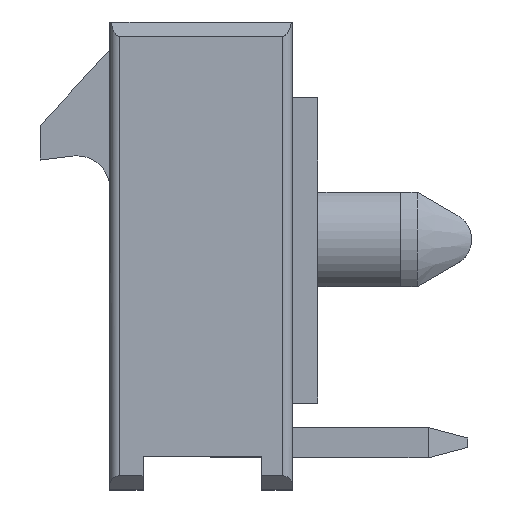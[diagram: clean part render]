
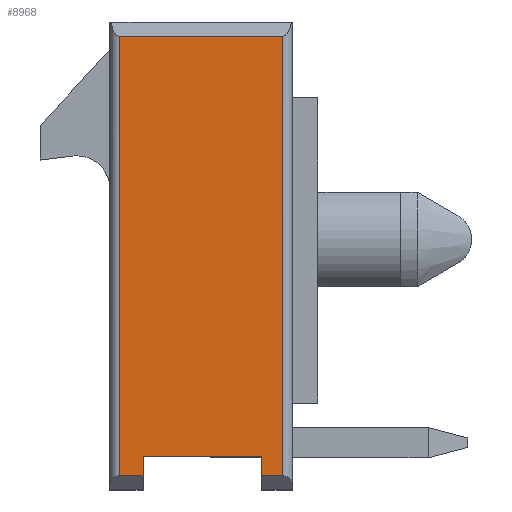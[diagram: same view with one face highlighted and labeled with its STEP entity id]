
A CAD part, left-side view. The second image highlights one B-rep face of the part: STEP entity #8968.
In plain terms, the highlighted planar face has unit normal (-1, 0, 0).
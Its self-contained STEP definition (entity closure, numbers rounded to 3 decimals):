
#9 = CARTESIAN_POINT ( 'NONE',  ( -12.425, 35.549, 4.6 ) ) ;
#253 = ORIENTED_EDGE ( 'NONE', *, *, #8539, .T. ) ;
#379 = VECTOR ( 'NONE', #10168, 1000. ) ;
#404 = CARTESIAN_POINT ( 'NONE',  ( -12.425, 0.74, 4.3 ) ) ;
#641 = CARTESIAN_POINT ( 'NONE',  ( -12.425, 0.54, -5. ) ) ;
#744 = CARTESIAN_POINT ( 'NONE',  ( -12.425, 4.2, 4.3 ) ) ;
#747 = DIRECTION ( 'NONE',  ( 0., 1., 0. ) ) ;
#769 = ORIENTED_EDGE ( 'NONE', *, *, #7976, .F. ) ;
#948 = EDGE_CURVE ( 'NONE', #6581, #10084, #5441, .T. ) ;
#970 = CARTESIAN_POINT ( 'NONE',  ( -12.425, 1.19, -5. ) ) ;
#986 = EDGE_LOOP ( 'NONE', ( #253, #2901, #9196, #7747, #8329, #6029, #6077, #769 ) ) ;
#1268 = LINE ( 'NONE', #641, #9093 ) ;
#1311 = VECTOR ( 'NONE', #7134, 1000. ) ;
#1472 = DIRECTION ( 'NONE',  ( 0., 0., -1. ) ) ;
#1528 = CARTESIAN_POINT ( 'NONE',  ( -12.425, 0.54, 4.3 ) ) ;
#1579 = VERTEX_POINT ( 'NONE', #970 ) ;
#1678 = CARTESIAN_POINT ( 'NONE',  ( -12.425, 1.19, -4.6 ) ) ;
#1746 = VERTEX_POINT ( 'NONE', #744 ) ;
#2181 = CARTESIAN_POINT ( 'NONE',  ( -12.425, 3.7, -4.6 ) ) ;
#2492 = DIRECTION ( 'NONE',  ( 0., 1., 0. ) ) ;
#2566 = CARTESIAN_POINT ( 'NONE',  ( -12.425, 1.19, -4.6 ) ) ;
#2614 = EDGE_CURVE ( 'NONE', #10084, #1579, #8920, .T. ) ;
#2901 = ORIENTED_EDGE ( 'NONE', *, *, #9168, .T. ) ;
#3134 = CARTESIAN_POINT ( 'NONE',  ( -12.425, 4.2, -5. ) ) ;
#3155 = EDGE_CURVE ( 'NONE', #1746, #7853, #6860, .T. ) ;
#3489 = CARTESIAN_POINT ( 'NONE',  ( -12.425, 3.7, -5. ) ) ;
#3820 = CARTESIAN_POINT ( 'NONE',  ( -12.425, 0.74, 4.6 ) ) ;
#3869 = LINE ( 'NONE', #4130, #379 ) ;
#3961 = DIRECTION ( 'NONE',  ( 0., -1., 0. ) ) ;
#4130 = CARTESIAN_POINT ( 'NONE',  ( -12.425, 3.7, -4.6 ) ) ;
#4197 = FACE_OUTER_BOUND ( 'NONE', #986, .T. ) ;
#4504 = DIRECTION ( 'NONE',  ( 0., 0., -1. ) ) ;
#5193 = VECTOR ( 'NONE', #3961, 1000. ) ;
#5441 = LINE ( 'NONE', #2566, #5193 ) ;
#5959 = CARTESIAN_POINT ( 'NONE',  ( -12.425, 1.19, -4.6 ) ) ;
#6029 = ORIENTED_EDGE ( 'NONE', *, *, #948, .T. ) ;
#6041 = EDGE_CURVE ( 'NONE', #9461, #7853, #6648, .T. ) ;
#6077 = ORIENTED_EDGE ( 'NONE', *, *, #2614, .T. ) ;
#6279 = DIRECTION ( 'NONE',  ( 0., 1., 0. ) ) ;
#6548 = VECTOR ( 'NONE', #8973, 1000. ) ;
#6581 = VERTEX_POINT ( 'NONE', #2181 ) ;
#6648 = LINE ( 'NONE', #7532, #10586 ) ;
#6760 = VECTOR ( 'NONE', #4504, 1000. ) ;
#6860 = LINE ( 'NONE', #9022, #6760 ) ;
#6915 = PLANE ( 'NONE',  #8337 ) ;
#7134 = DIRECTION ( 'NONE',  ( 0., 0., -1. ) ) ;
#7143 = EDGE_CURVE ( 'NONE', #9461, #6581, #3869, .T. ) ;
#7269 = CARTESIAN_POINT ( 'NONE',  ( -12.425, 0.74, -5. ) ) ;
#7532 = CARTESIAN_POINT ( 'NONE',  ( -12.425, 0.54, -5. ) ) ;
#7747 = ORIENTED_EDGE ( 'NONE', *, *, #6041, .F. ) ;
#7853 = VERTEX_POINT ( 'NONE', #3134 ) ;
#7976 = EDGE_CURVE ( 'NONE', #8500, #1579, #1268, .T. ) ;
#8329 = ORIENTED_EDGE ( 'NONE', *, *, #7143, .T. ) ;
#8337 = AXIS2_PLACEMENT_3D ( 'NONE', #9, #11430, #1472 ) ;
#8500 = VERTEX_POINT ( 'NONE', #7269 ) ;
#8539 = EDGE_CURVE ( 'NONE', #8500, #9219, #10330, .T. ) ;
#8920 = LINE ( 'NONE', #1678, #1311 ) ;
#8968 = ADVANCED_FACE ( 'NONE', ( #4197 ), #6915, .F. ) ;
#8973 = DIRECTION ( 'NONE',  ( 0., 0., 1. ) ) ;
#9022 = CARTESIAN_POINT ( 'NONE',  ( -12.425, 4.2, -5.3 ) ) ;
#9093 = VECTOR ( 'NONE', #6279, 1000. ) ;
#9168 = EDGE_CURVE ( 'NONE', #9219, #1746, #11373, .T. ) ;
#9196 = ORIENTED_EDGE ( 'NONE', *, *, #3155, .T. ) ;
#9219 = VERTEX_POINT ( 'NONE', #404 ) ;
#9461 = VERTEX_POINT ( 'NONE', #3489 ) ;
#10084 = VERTEX_POINT ( 'NONE', #5959 ) ;
#10168 = DIRECTION ( 'NONE',  ( 0., 0., 1. ) ) ;
#10330 = LINE ( 'NONE', #3820, #6548 ) ;
#10586 = VECTOR ( 'NONE', #747, 1000. ) ;
#11133 = VECTOR ( 'NONE', #2492, 1000. ) ;
#11373 = LINE ( 'NONE', #1528, #11133 ) ;
#11430 = DIRECTION ( 'NONE',  ( 1., 0., 0. ) ) ;
